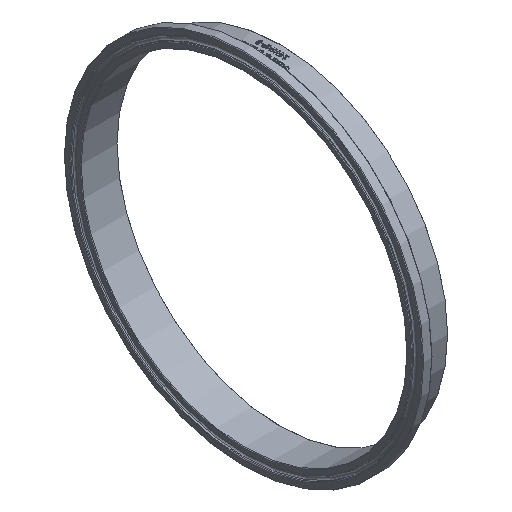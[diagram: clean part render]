
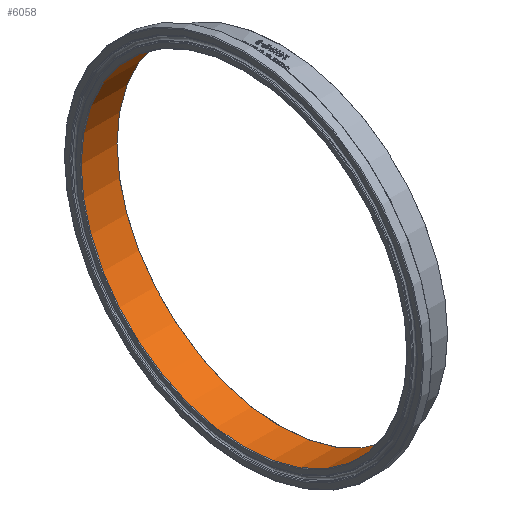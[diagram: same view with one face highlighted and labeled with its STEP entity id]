
A CAD part, isometric view. The second image highlights one B-rep face of the part: STEP entity #6058.
In plain terms, the highlighted cylindrical face has radius 98.831 mm (diameter 197.663 mm), a full revolution.
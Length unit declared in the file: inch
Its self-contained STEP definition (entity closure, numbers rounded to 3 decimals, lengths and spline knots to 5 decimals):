
#202=CIRCLE('',#6432,3.891);
#204=CIRCLE('',#6436,3.891);
#549=FACE_BOUND('',#1267,.T.);
#889=FACE_OUTER_BOUND('',#1266,.T.);
#1266=EDGE_LOOP('',(#5639));
#1267=EDGE_LOOP('',(#5640));
#2986=VERTEX_POINT('',#13461);
#2988=VERTEX_POINT('',#13467);
#3877=EDGE_CURVE('',#2986,#2986,#202,.T.);
#3879=EDGE_CURVE('',#2988,#2988,#204,.T.);
#5639=ORIENTED_EDGE('',*,*,#3879,.F.);
#5640=ORIENTED_EDGE('',*,*,#3877,.F.);
#5707=CYLINDRICAL_SURFACE('',#6435,3.891);
#6058=ADVANCED_FACE('',(#889,#549),#5707,.F.);
#6432=AXIS2_PLACEMENT_3D('',#13462,#7581,#7582);
#6435=AXIS2_PLACEMENT_3D('',#13466,#7587,#7588);
#6436=AXIS2_PLACEMENT_3D('',#13468,#7589,#7590);
#7581=DIRECTION('center_axis',(-1.,0.,0.));
#7582=DIRECTION('ref_axis',(0.,-1.,0.));
#7587=DIRECTION('center_axis',(1.,0.,0.));
#7588=DIRECTION('ref_axis',(0.,1.,0.));
#7589=DIRECTION('center_axis',(1.,0.,0.));
#7590=DIRECTION('ref_axis',(0.,-1.,0.));
#13461=CARTESIAN_POINT('',(0.87,3.891,0.));
#13462=CARTESIAN_POINT('Origin',(0.87,0.,0.));
#13466=CARTESIAN_POINT('Origin',(0.453,0.,0.));
#13467=CARTESIAN_POINT('',(0.015,3.891,0.));
#13468=CARTESIAN_POINT('Origin',(0.015,0.,0.));
